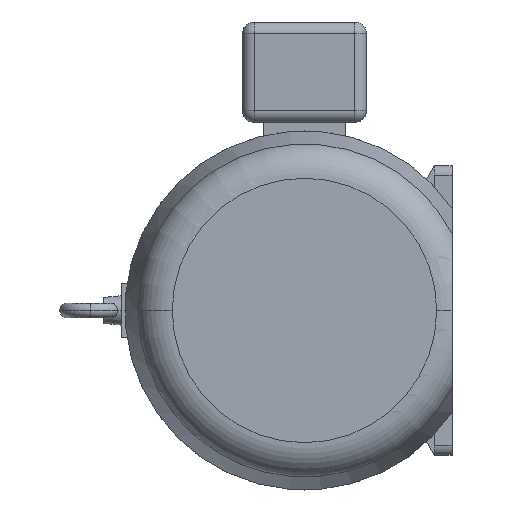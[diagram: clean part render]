
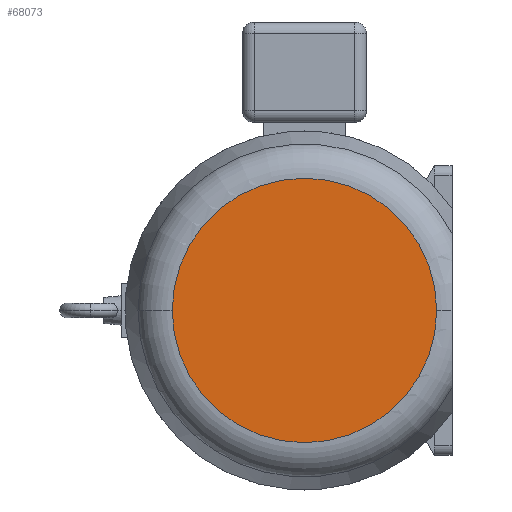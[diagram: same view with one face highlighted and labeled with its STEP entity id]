
A CAD part, left-side view. The second image highlights one B-rep face of the part: STEP entity #68073.
In plain terms, the highlighted planar face has unit normal (-1, 0, 0).
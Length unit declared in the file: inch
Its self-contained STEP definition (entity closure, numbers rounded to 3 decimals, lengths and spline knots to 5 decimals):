
#5738 = DIRECTION ( 'NONE',  ( 1., 0., 0. ) ) ;
#6743 = CARTESIAN_POINT ( 'NONE',  ( -33.44, 0., 0. ) ) ;
#6861 = CARTESIAN_POINT ( 'NONE',  ( -33.44, 5.59827, 0. ) ) ;
#8375 = AXIS2_PLACEMENT_3D ( 'NONE', #110756, #5738, #41253 ) ;
#9904 = DIRECTION ( 'NONE',  ( 1., 0., 0. ) ) ;
#13557 = CIRCLE ( 'NONE', #8375, 5.59827 ) ;
#27380 = VERTEX_POINT ( 'NONE', #101482 ) ;
#30030 = AXIS2_PLACEMENT_3D ( 'NONE', #6743, #9904, #59039 ) ;
#33305 = VERTEX_POINT ( 'NONE', #113537 ) ;
#37774 = CIRCLE ( 'NONE', #30030, 5.59827 ) ;
#41253 = DIRECTION ( 'NONE',  ( 0., -1., 0. ) ) ;
#56022 = DIRECTION ( 'NONE',  ( 1., 0., 0. ) ) ;
#59039 = DIRECTION ( 'NONE',  ( 0., -1., 0. ) ) ;
#68073 = ADVANCED_FACE ( 'Defeatured_0_176', ( #142897 ), #119575, .F. ) ;
#72723 = ORIENTED_EDGE ( 'NONE', *, *, #120893, .F. ) ;
#84218 = EDGE_LOOP ( 'NONE', ( #72723, #152598 ) ) ;
#94667 = DIRECTION ( 'NONE',  ( 0., -1., 0. ) ) ;
#101482 = CARTESIAN_POINT ( 'NONE',  ( -33.44, -5.59827, 0. ) ) ;
#110756 = CARTESIAN_POINT ( 'NONE',  ( -33.44, 0., 0. ) ) ;
#113537 = CARTESIAN_POINT ( 'NONE',  ( -33.44, 5.59827, 0. ) ) ;
#119575 = PLANE ( 'NONE',  #138590 ) ;
#120893 = EDGE_CURVE ( 'Defeatured_0_315+Defeatured_0_176+Defeatured_0_176+Defeatured_0_176', #27380, #33305, #37774, .T. ) ;
#133448 = EDGE_CURVE ( 'Defeatured_0_315+Defeatured_0_176+Defeatured_0_176+Defeatured_0_176', #33305, #27380, #13557, .T. ) ;
#138590 = AXIS2_PLACEMENT_3D ( 'NONE', #6861, #56022, #94667 ) ;
#142897 = FACE_OUTER_BOUND ( 'NONE', #84218, .T. ) ;
#152598 = ORIENTED_EDGE ( 'NONE', *, *, #133448, .F. ) ;
